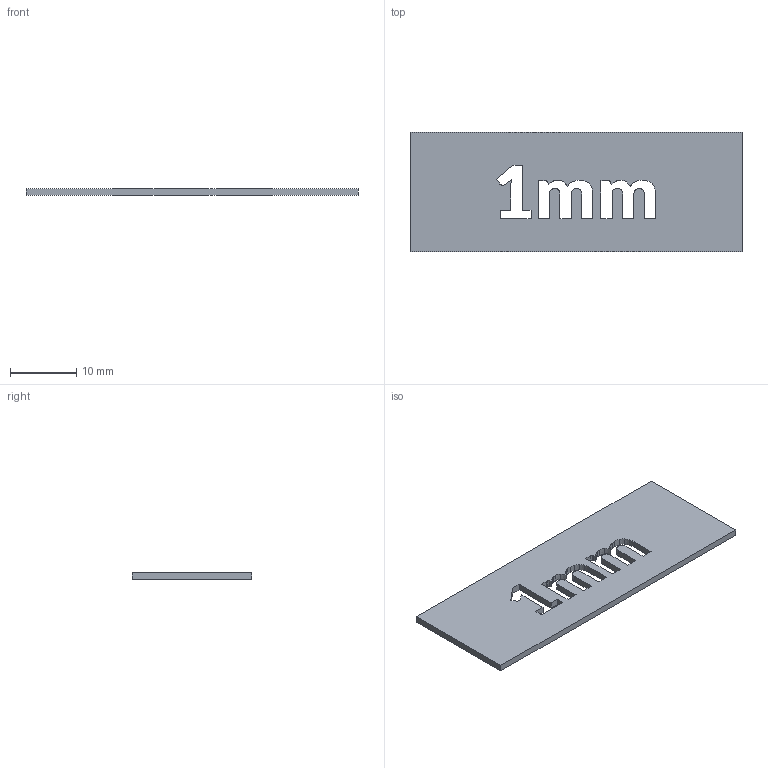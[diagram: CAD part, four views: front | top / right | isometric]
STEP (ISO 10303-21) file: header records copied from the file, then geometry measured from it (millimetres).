
FILE_DESCRIPTION(('FreeCAD Model'),'2;1');
FILE_NAME('Open CASCADE Shape Model','2026-01-17T13:35:22',(''),(''), 'Open CASCADE STEP processor 7.8','FreeCAD','Unknown');
FILE_SCHEMA(('AUTOMOTIVE_DESIGN { 1 0 10303 214 1 1 1 1 }'));
Length unit declared in the file: millimetre
Products named in the file (1): Dystans 1mm
Bounding box: 50 x 18 x 1 mm (x, y, z)
Volume: 816 mm3; surface area: 1887.5 mm2
Topology: 1 solids, 1 shells, 90 faces, 264 edges, 176 vertices
Faces by surface type: extrusion 51, plane 39
Entity records: 3360 total; most frequent: CARTESIAN_POINT 1133, ORIENTED_EDGE 528, DIRECTION 293, EDGE_CURVE 264, VECTOR 213, VERTEX_POINT 176, LINE 162, B_SPLINE_CURVE_WITH_KNOTS 153
